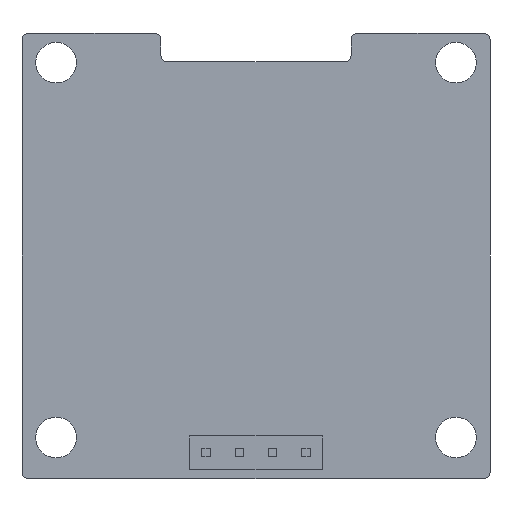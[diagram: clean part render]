
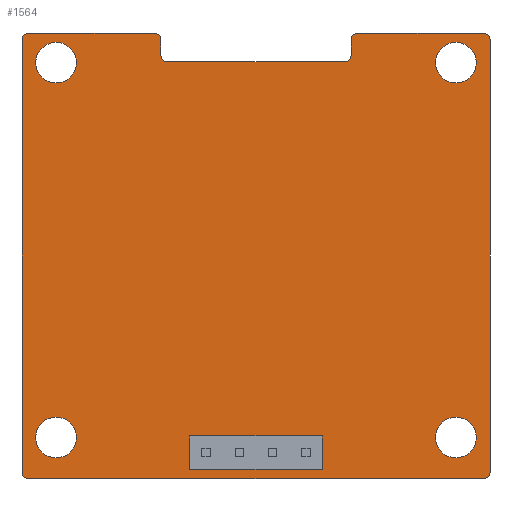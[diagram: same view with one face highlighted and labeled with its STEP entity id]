
A CAD part, front view. The second image highlights one B-rep face of the part: STEP entity #1564.
In plain terms, the highlighted planar face has unit normal (0, -1, 0).
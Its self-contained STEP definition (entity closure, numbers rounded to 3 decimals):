
#26=CIRCLE('',#1671,0.5);
#28=CIRCLE('',#1674,0.5);
#29=CIRCLE('',#1675,0.5);
#30=CIRCLE('',#1676,0.5);
#31=CIRCLE('',#1677,0.5);
#32=CIRCLE('',#1678,0.5);
#33=CIRCLE('',#1679,0.5);
#34=CIRCLE('',#1680,0.5);
#35=CIRCLE('',#1681,1.55);
#36=CIRCLE('',#1682,1.55);
#37=CIRCLE('',#1683,1.55);
#38=CIRCLE('',#1684,1.55);
#75=FACE_BOUND('',#269,.T.);
#76=FACE_BOUND('',#270,.T.);
#77=FACE_BOUND('',#271,.T.);
#78=FACE_BOUND('',#272,.T.);
#79=FACE_BOUND('',#273,.T.);
#178=FACE_OUTER_BOUND('',#268,.T.);
#268=EDGE_LOOP('',(#1254,#1255,#1256,#1257,#1258,#1259,#1260,#1261,#1262,
#1263,#1264,#1265,#1266,#1267,#1268,#1269));
#269=EDGE_LOOP('',(#1270,#1271,#1272,#1273));
#270=EDGE_LOOP('',(#1274));
#271=EDGE_LOOP('',(#1275));
#272=EDGE_LOOP('',(#1276));
#273=EDGE_LOOP('',(#1277));
#354=LINE('',#2268,#514);
#357=LINE('',#2273,#517);
#359=LINE('',#2277,#519);
#361=LINE('',#2280,#521);
#426=LINE('',#2473,#586);
#427=LINE('',#2477,#587);
#428=LINE('',#2481,#588);
#429=LINE('',#2485,#589);
#430=LINE('',#2489,#590);
#431=LINE('',#2493,#591);
#432=LINE('',#2497,#592);
#433=LINE('',#2500,#593);
#514=VECTOR('',#1793,10.);
#517=VECTOR('',#1798,10.);
#519=VECTOR('',#1802,10.);
#521=VECTOR('',#1806,10.);
#586=VECTOR('',#1973,1000.);
#587=VECTOR('',#1976,1000.);
#588=VECTOR('',#1979,1000.);
#589=VECTOR('',#1982,1000.);
#590=VECTOR('',#1985,1000.);
#591=VECTOR('',#1988,1000.);
#592=VECTOR('',#1991,1000.);
#593=VECTOR('',#1994,1000.);
#701=VERTEX_POINT('',#2266);
#702=VERTEX_POINT('',#2267);
#703=VERTEX_POINT('',#2272);
#704=VERTEX_POINT('',#2276);
#750=VERTEX_POINT('',#2463);
#751=VERTEX_POINT('',#2464);
#754=VERTEX_POINT('',#2472);
#755=VERTEX_POINT('',#2474);
#756=VERTEX_POINT('',#2476);
#757=VERTEX_POINT('',#2478);
#758=VERTEX_POINT('',#2480);
#759=VERTEX_POINT('',#2482);
#760=VERTEX_POINT('',#2484);
#761=VERTEX_POINT('',#2486);
#762=VERTEX_POINT('',#2488);
#763=VERTEX_POINT('',#2490);
#764=VERTEX_POINT('',#2492);
#765=VERTEX_POINT('',#2494);
#766=VERTEX_POINT('',#2496);
#767=VERTEX_POINT('',#2498);
#768=VERTEX_POINT('',#2501);
#769=VERTEX_POINT('',#2503);
#770=VERTEX_POINT('',#2505);
#771=VERTEX_POINT('',#2507);
#849=EDGE_CURVE('',#701,#702,#354,.T.);
#852=EDGE_CURVE('',#703,#701,#357,.T.);
#854=EDGE_CURVE('',#704,#703,#359,.T.);
#856=EDGE_CURVE('',#702,#704,#361,.T.);
#936=EDGE_CURVE('',#750,#751,#26,.T.);
#940=EDGE_CURVE('',#754,#750,#426,.T.);
#941=EDGE_CURVE('',#755,#754,#28,.T.);
#942=EDGE_CURVE('',#756,#755,#427,.T.);
#943=EDGE_CURVE('',#757,#756,#29,.T.);
#944=EDGE_CURVE('',#758,#757,#428,.T.);
#945=EDGE_CURVE('',#759,#758,#30,.T.);
#946=EDGE_CURVE('',#759,#760,#429,.T.);
#947=EDGE_CURVE('',#761,#760,#31,.T.);
#948=EDGE_CURVE('',#761,#762,#430,.T.);
#949=EDGE_CURVE('',#763,#762,#32,.T.);
#950=EDGE_CURVE('',#763,#764,#431,.T.);
#951=EDGE_CURVE('',#765,#764,#33,.T.);
#952=EDGE_CURVE('',#766,#765,#432,.T.);
#953=EDGE_CURVE('',#767,#766,#34,.T.);
#954=EDGE_CURVE('',#751,#767,#433,.T.);
#955=EDGE_CURVE('',#768,#768,#35,.T.);
#956=EDGE_CURVE('',#769,#769,#36,.T.);
#957=EDGE_CURVE('',#770,#770,#37,.T.);
#958=EDGE_CURVE('',#771,#771,#38,.T.);
#1254=ORIENTED_EDGE('',*,*,#936,.F.);
#1255=ORIENTED_EDGE('',*,*,#940,.F.);
#1256=ORIENTED_EDGE('',*,*,#941,.F.);
#1257=ORIENTED_EDGE('',*,*,#942,.F.);
#1258=ORIENTED_EDGE('',*,*,#943,.F.);
#1259=ORIENTED_EDGE('',*,*,#944,.F.);
#1260=ORIENTED_EDGE('',*,*,#945,.F.);
#1261=ORIENTED_EDGE('',*,*,#946,.T.);
#1262=ORIENTED_EDGE('',*,*,#947,.F.);
#1263=ORIENTED_EDGE('',*,*,#948,.T.);
#1264=ORIENTED_EDGE('',*,*,#949,.F.);
#1265=ORIENTED_EDGE('',*,*,#950,.T.);
#1266=ORIENTED_EDGE('',*,*,#951,.F.);
#1267=ORIENTED_EDGE('',*,*,#952,.F.);
#1268=ORIENTED_EDGE('',*,*,#953,.F.);
#1269=ORIENTED_EDGE('',*,*,#954,.F.);
#1270=ORIENTED_EDGE('',*,*,#849,.T.);
#1271=ORIENTED_EDGE('',*,*,#856,.T.);
#1272=ORIENTED_EDGE('',*,*,#854,.T.);
#1273=ORIENTED_EDGE('',*,*,#852,.T.);
#1274=ORIENTED_EDGE('',*,*,#955,.T.);
#1275=ORIENTED_EDGE('',*,*,#956,.T.);
#1276=ORIENTED_EDGE('',*,*,#957,.T.);
#1277=ORIENTED_EDGE('',*,*,#958,.T.);
#1494=PLANE('',#1673);
#1564=ADVANCED_FACE('',(#178,#75,#76,#77,#78,#79),#1494,.T.);
#1671=AXIS2_PLACEMENT_3D('',#2465,#1965,#1966);
#1673=AXIS2_PLACEMENT_3D('',#2471,#1971,#1972);
#1674=AXIS2_PLACEMENT_3D('',#2475,#1974,#1975);
#1675=AXIS2_PLACEMENT_3D('',#2479,#1977,#1978);
#1676=AXIS2_PLACEMENT_3D('',#2483,#1980,#1981);
#1677=AXIS2_PLACEMENT_3D('',#2487,#1983,#1984);
#1678=AXIS2_PLACEMENT_3D('',#2491,#1986,#1987);
#1679=AXIS2_PLACEMENT_3D('',#2495,#1989,#1990);
#1680=AXIS2_PLACEMENT_3D('',#2499,#1992,#1993);
#1681=AXIS2_PLACEMENT_3D('',#2502,#1995,#1996);
#1682=AXIS2_PLACEMENT_3D('',#2504,#1997,#1998);
#1683=AXIS2_PLACEMENT_3D('',#2506,#1999,#2000);
#1684=AXIS2_PLACEMENT_3D('',#2508,#2001,#2002);
#1793=DIRECTION('',(0.,0.,1.));
#1798=DIRECTION('',(-1.,0.,0.));
#1802=DIRECTION('',(0.,0.,-1.));
#1806=DIRECTION('',(1.,0.,0.));
#1965=DIRECTION('center_axis',(0.,1.,0.));
#1966=DIRECTION('ref_axis',(-0.707,0.,-0.707));
#1971=DIRECTION('center_axis',(0.,-1.,0.));
#1972=DIRECTION('ref_axis',(0.,0.,-1.));
#1973=DIRECTION('',(-1.,0.,0.));
#1974=DIRECTION('center_axis',(0.,1.,0.));
#1975=DIRECTION('ref_axis',(0.707,0.,-0.707));
#1976=DIRECTION('',(0.,0.,-1.));
#1977=DIRECTION('center_axis',(0.,1.,0.));
#1978=DIRECTION('ref_axis',(0.707,0.,0.707));
#1979=DIRECTION('',(1.,0.,0.));
#1980=DIRECTION('center_axis',(0.,1.,0.));
#1981=DIRECTION('ref_axis',(-0.707,0.,0.707));
#1982=DIRECTION('',(0.,0.,-1.));
#1983=DIRECTION('center_axis',(0.,-1.,0.));
#1984=DIRECTION('ref_axis',(0.707,0.,-0.707));
#1985=DIRECTION('',(-1.,0.,0.));
#1986=DIRECTION('center_axis',(0.,-1.,0.));
#1987=DIRECTION('ref_axis',(-0.707,0.,-0.707));
#1988=DIRECTION('',(0.,0.,1.));
#1989=DIRECTION('center_axis',(0.,1.,0.));
#1990=DIRECTION('ref_axis',(0.707,0.,0.707));
#1991=DIRECTION('',(1.,0.,0.));
#1992=DIRECTION('center_axis',(0.,1.,0.));
#1993=DIRECTION('ref_axis',(-0.707,0.,0.707));
#1994=DIRECTION('',(0.,0.,1.));
#1995=DIRECTION('center_axis',(0.,1.,0.));
#1996=DIRECTION('ref_axis',(0.,0.,1.));
#1997=DIRECTION('center_axis',(0.,1.,0.));
#1998=DIRECTION('ref_axis',(0.,0.,1.));
#1999=DIRECTION('center_axis',(0.,1.,0.));
#2000=DIRECTION('ref_axis',(0.,0.,1.));
#2001=DIRECTION('center_axis',(0.,1.,0.));
#2002=DIRECTION('ref_axis',(0.,0.,1.));
#2266=CARTESIAN_POINT('',(-5.05,0.,-16.27));
#2267=CARTESIAN_POINT('',(-5.05,0.,-13.73));
#2268=CARTESIAN_POINT('',(-5.05,0.,-6.865));
#2272=CARTESIAN_POINT('',(5.05,0.,-16.27));
#2273=CARTESIAN_POINT('',(-2.525,0.,-16.27));
#2276=CARTESIAN_POINT('',(5.05,0.,-13.73));
#2277=CARTESIAN_POINT('',(5.05,0.,-6.865));
#2280=CARTESIAN_POINT('',(-2.525,0.,-13.73));
#2463=CARTESIAN_POINT('',(-17.35,0.,-17.));
#2464=CARTESIAN_POINT('',(-17.85,0.,-16.5));
#2465=CARTESIAN_POINT('Origin',(-17.35,0.,-16.5));
#2471=CARTESIAN_POINT('Origin',(0.,0.,0.));
#2472=CARTESIAN_POINT('',(17.35,0.,-17.));
#2473=CARTESIAN_POINT('',(-17.85,0.,-17.));
#2474=CARTESIAN_POINT('',(17.85,0.,-16.5));
#2475=CARTESIAN_POINT('Origin',(17.35,0.,-16.5));
#2476=CARTESIAN_POINT('',(17.85,0.,16.5));
#2477=CARTESIAN_POINT('',(17.85,0.,17.));
#2478=CARTESIAN_POINT('',(17.35,0.,17.));
#2479=CARTESIAN_POINT('Origin',(17.35,0.,16.5));
#2480=CARTESIAN_POINT('',(7.75,0.,17.));
#2481=CARTESIAN_POINT('',(-17.85,0.,17.));
#2482=CARTESIAN_POINT('',(7.25,0.,16.5));
#2483=CARTESIAN_POINT('Origin',(7.75,0.,16.5));
#2484=CARTESIAN_POINT('',(7.25,0.,15.3));
#2485=CARTESIAN_POINT('',(7.25,0.,17.));
#2486=CARTESIAN_POINT('',(6.75,0.,14.8));
#2487=CARTESIAN_POINT('Origin',(6.75,0.,15.3));
#2488=CARTESIAN_POINT('',(-6.75,0.,14.8));
#2489=CARTESIAN_POINT('',(-7.25,0.,14.8));
#2490=CARTESIAN_POINT('',(-7.25,0.,15.3));
#2491=CARTESIAN_POINT('Origin',(-6.75,0.,15.3));
#2492=CARTESIAN_POINT('',(-7.25,0.,16.5));
#2493=CARTESIAN_POINT('',(-7.25,0.,17.));
#2494=CARTESIAN_POINT('',(-7.75,0.,17.));
#2495=CARTESIAN_POINT('Origin',(-7.75,0.,16.5));
#2496=CARTESIAN_POINT('',(-17.35,0.,17.));
#2497=CARTESIAN_POINT('',(-17.85,0.,17.));
#2498=CARTESIAN_POINT('',(-17.85,0.,16.5));
#2499=CARTESIAN_POINT('Origin',(-17.35,0.,16.5));
#2500=CARTESIAN_POINT('',(-17.85,0.,17.));
#2501=CARTESIAN_POINT('',(-15.25,0.,-15.4));
#2502=CARTESIAN_POINT('Origin',(-15.25,0.,-13.85));
#2503=CARTESIAN_POINT('',(15.25,0.,-15.4));
#2504=CARTESIAN_POINT('Origin',(15.25,0.,-13.85));
#2505=CARTESIAN_POINT('',(15.25,0.,13.2));
#2506=CARTESIAN_POINT('Origin',(15.25,0.,14.75));
#2507=CARTESIAN_POINT('',(-15.25,0.,13.2));
#2508=CARTESIAN_POINT('Origin',(-15.25,0.,14.75));
